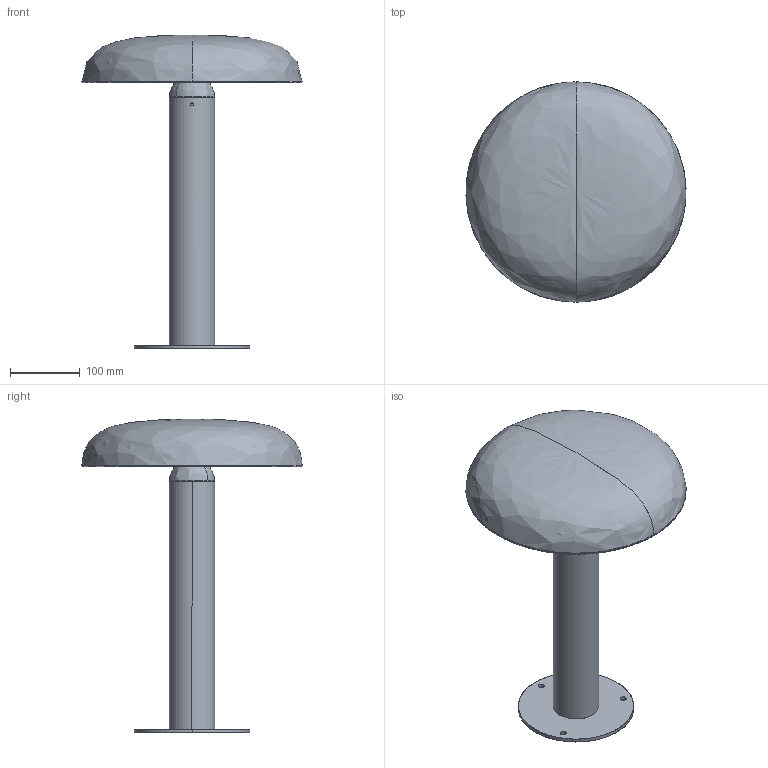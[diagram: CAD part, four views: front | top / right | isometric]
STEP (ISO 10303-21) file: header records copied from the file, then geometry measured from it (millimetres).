
FILE_DESCRIPTION(/* description */ (''),/* implementation_level */ '2;1');
FILE_NAME(/* name */ 'T050XXX_B-KNOP 45 - SEMPLIFICATO',/* time_stamp */ '2024-06-17T09:38:32+02:00',/* author */ (''),/* organization */ (''),/* preprocessor_version */ 'ST-DEVELOPER v16.5',/* originating_system */ 'Rhino 7.37',/* authorisation */ '');
FILE_SCHEMA (('AUTOMOTIVE_DESIGN'));
Length unit declared in the file: millimetre
Products named in the file (3): Document; Blocco 04; Blocco 03
Assembly tree (2 placements, depth 2):
  Document
    Blocco 04
    Blocco 03
Bounding box: 314.61 x 314.97 x 449.02 mm (x, y, z)
Volume: 164983.6 mm3; surface area: 562630.1 mm2
Topology: 2 solids, 32 shells, 157 faces, 396 edges, 251 vertices
Faces by surface type: bspline 88, cylinder 49, plane 20
Entity records: 9180 total; most frequent: CARTESIAN_POINT 5373, ORIENTED_EDGE 657, EDGE_CURVE 388, VERTEX_POINT 251, EDGE_LOOP 200, COLOUR_RGB 185, FILL_AREA_STYLE_COLOUR 185, FILL_AREA_STYLE 185
